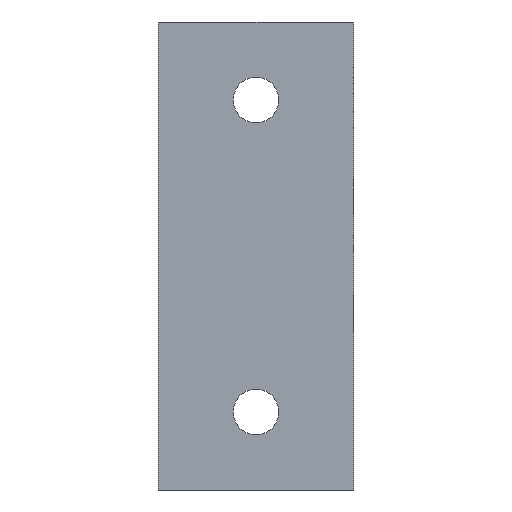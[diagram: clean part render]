
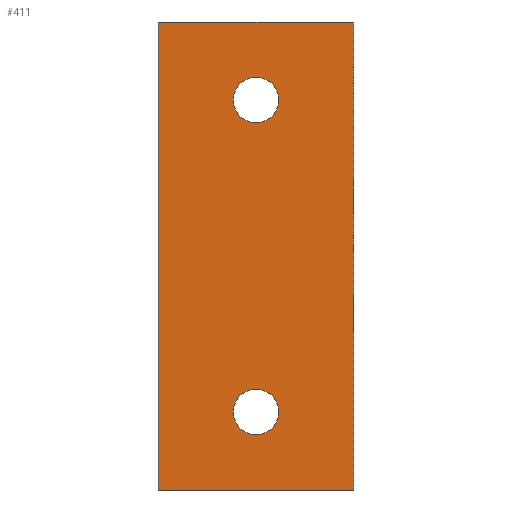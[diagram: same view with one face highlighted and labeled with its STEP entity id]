
A CAD part, left-side view. The second image highlights one B-rep face of the part: STEP entity #411.
In plain terms, the highlighted planar face has unit normal (-1, 0, 0).
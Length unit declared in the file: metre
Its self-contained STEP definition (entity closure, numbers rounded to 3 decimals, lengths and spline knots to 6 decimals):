
#30=CIRCLE('',#457,0.00175);
#31=CIRCLE('',#458,0.00175);
#82=ORIENTED_EDGE('',*,*,#188,.F.);
#83=ORIENTED_EDGE('',*,*,#189,.F.);
#84=ORIENTED_EDGE('',*,*,#176,.T.);
#85=ORIENTED_EDGE('',*,*,#190,.F.);
#86=ORIENTED_EDGE('',*,*,#168,.F.);
#87=ORIENTED_EDGE('',*,*,#191,.T.);
#168=EDGE_CURVE('',#222,#223,#260,.T.);
#176=EDGE_CURVE('',#230,#229,#266,.T.);
#188=EDGE_CURVE('',#238,#238,#30,.T.);
#189=EDGE_CURVE('',#239,#239,#31,.T.);
#190=EDGE_CURVE('',#223,#229,#274,.T.);
#191=EDGE_CURVE('',#222,#230,#275,.T.);
#222=VERTEX_POINT('',#639);
#223=VERTEX_POINT('',#641);
#229=VERTEX_POINT('',#656);
#230=VERTEX_POINT('',#658);
#238=VERTEX_POINT('',#679);
#239=VERTEX_POINT('',#681);
#260=LINE('',#640,#300);
#266=LINE('',#657,#306);
#274=LINE('',#682,#314);
#275=LINE('',#683,#315);
#300=VECTOR('',#511,1.);
#306=VECTOR('',#525,1.);
#314=VECTOR('',#547,1.);
#315=VECTOR('',#548,1.);
#331=EDGE_LOOP('',(#82));
#332=EDGE_LOOP('',(#83));
#333=EDGE_LOOP('',(#84,#85,#86,#87));
#365=FACE_BOUND('',#331,.T.);
#366=FACE_BOUND('',#332,.T.);
#367=FACE_BOUND('',#333,.T.);
#397=PLANE('',#456);
#411=ADVANCED_FACE('',(#365,#366,#367),#397,.T.);
#456=AXIS2_PLACEMENT_3D('',#677,#541,#542);
#457=AXIS2_PLACEMENT_3D('',#678,#543,#544);
#458=AXIS2_PLACEMENT_3D('',#680,#545,#546);
#511=DIRECTION('',(0.,0.,-1.));
#525=DIRECTION('',(0.,0.,-1.));
#541=DIRECTION('',(-1.,0.,0.));
#542=DIRECTION('',(0.,0.,1.));
#543=DIRECTION('',(-1.,0.,0.));
#544=DIRECTION('',(0.,0.,1.));
#545=DIRECTION('',(-1.,0.,0.));
#546=DIRECTION('',(0.,0.,1.));
#547=DIRECTION('',(0.,1.,0.));
#548=DIRECTION('',(0.,1.,0.));
#639=CARTESIAN_POINT('',(-0.055,-0.0075,0.021));
#640=CARTESIAN_POINT('',(-0.055,-0.0075,0.006));
#641=CARTESIAN_POINT('',(-0.055,-0.0075,-0.015));
#656=CARTESIAN_POINT('',(-0.055,0.0075,-0.015));
#657=CARTESIAN_POINT('',(-0.055,0.0075,0.006));
#658=CARTESIAN_POINT('',(-0.055,0.0075,0.021));
#677=CARTESIAN_POINT('',(-0.055,0.,0.006));
#678=CARTESIAN_POINT('',(-0.055,0.,0.015));
#679=CARTESIAN_POINT('',(-0.055,0.,0.01675));
#680=CARTESIAN_POINT('',(-0.055,0.,-0.009));
#681=CARTESIAN_POINT('',(-0.055,0.,-0.00725));
#682=CARTESIAN_POINT('',(-0.055,0.,-0.015));
#683=CARTESIAN_POINT('',(-0.055,0.,0.021));
